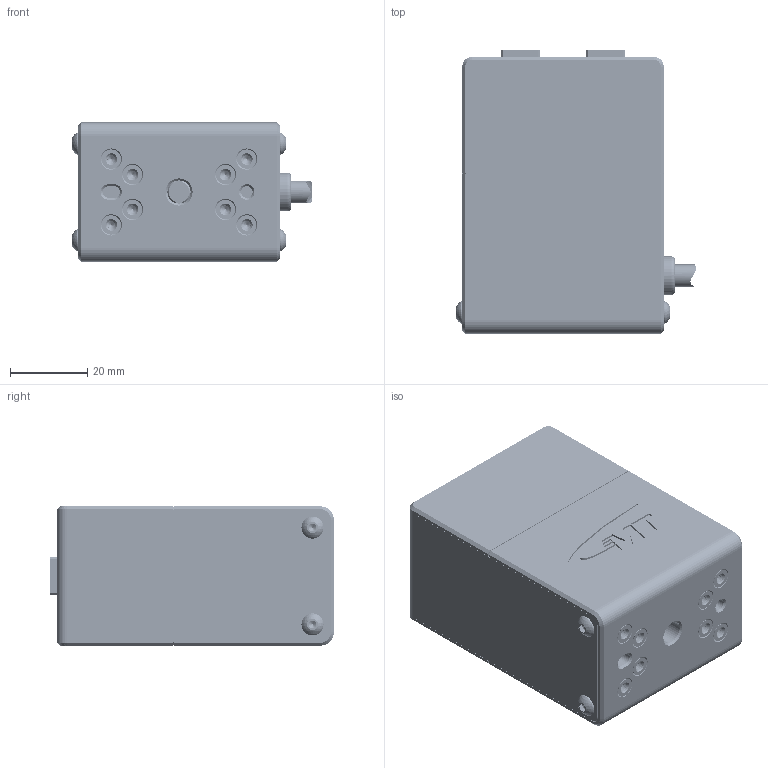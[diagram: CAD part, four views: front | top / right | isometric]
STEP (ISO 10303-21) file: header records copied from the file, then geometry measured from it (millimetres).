
FILE_DESCRIPTION (( 'STEP AP214' ), '1' );
FILE_NAME ('0220-00-000.STEP', '2019-05-06T13:51:52', ( '' ), ( '' ), 'SwSTEP 2.0', 'SolidWorks 2018', '' );
FILE_SCHEMA (( 'AUTOMOTIVE_DESIGN' ));
Length unit declared in the file: millimetre
Products named in the file (19): PAM221-00-000; 0220-01-002; CAM221-00-000; 07653_03; din 912 m2 x 5 --- 5n_DIN 912 M2 x 5 --- 5N; 0220_01_003; 0220-01-000; 0220_01_004; LSA201S06-A-TDBA-102; S-03-01-N ; 0220-02-000; to-92s-3; 0220-00-000; din 912 m3 x 10 --- 10n_DIN 912 M3 x 10 --- 10N; 0220-01-001_Finger; 0220-01-005; BAM-221-00-000; Kabeldummy; iso 7380 - m3 x 6 - 6n_ISO 7380 - M3 x 6 - 6N
Assembly tree (52 placements, depth 3):
  0220-00-000
    0220-01-000
      0220_01_003
      07653_03  x4
    0220-02-000
      0220_01_004
      07653_03  x12
    0220-01-002
    LSA201S06-A-TDBA-102
    0220-01-001_Finger  x2
    0220-01-005
    S-03-01-N 
    to-92s-3
    BAM-221-00-000  x4
    CAM221-00-000  x4
    PAM221-00-000  x4
    din 912 m3 x 10 --- 10n_DIN 912 M3 x 10 --- 10N  x4
    iso 7380 - m3 x 6 - 6n_ISO 7380 - M3 x 6 - 6N  x4
    din 912 m2 x 5 --- 5n_DIN 912 M2 x 5 --- 5N  x4
    Kabeldummy
Bounding box: 62.01 x 73.25 x 36 mm (x, y, z)
Volume: 91755.4 mm3; surface area: 72937.9 mm2
Topology: 51 solids, 51 shells, 2514 faces, 6625 edges, 3961 vertices
Faces by surface type: cylinder 926, plane 736, cone 701, bspline 121, torus 26, sphere 4
Full cylindrical faces by diameter (mm): 0.5 x12, 0.6 x6, 1.44 x1, 1.6 x4, 2 x4, 2.4 x4, 2.5 x2, 3 x17, 3.2 x4, 3.5 x20, 3.75 x4, 3.8 x4, 4 x13, 4.4 x4, 4.5 x16, 4.9 x2, 5 x2, 5.5 x4, 5.7 x4, 5.75 x4, 5.8 x1, 6 x9, 6.5 x1, 8 x8, 9.5 x1, 15 x3, 15.1 x1
Entity records: 40215 total; most frequent: CARTESIAN_POINT 16144, ORIENTED_EDGE 4462, DIRECTION 4370, EDGE_CURVE 2231, AXIS2_PLACEMENT_3D 1554, VERTEX_POINT 1513, EDGE_LOOP 1298, LINE 1262
